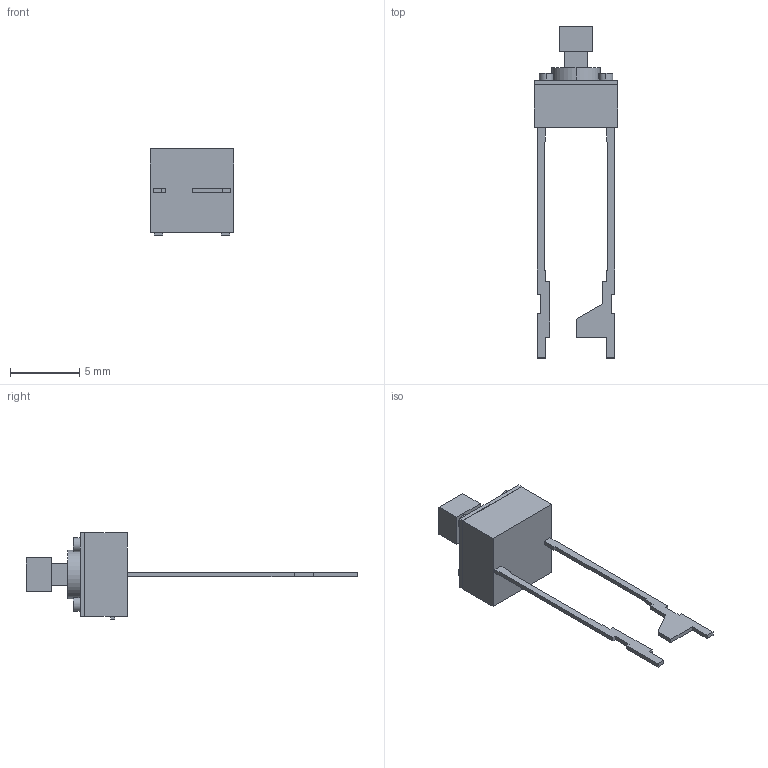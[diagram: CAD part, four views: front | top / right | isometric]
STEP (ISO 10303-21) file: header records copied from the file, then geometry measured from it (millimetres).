
FILE_DESCRIPTION (( 'STEP AP203' ), '1' );
FILE_NAME ('B3F_605[].step', '2015-05-29T09:22:05', ( 'OSMC1.0 ' ), ( ' ' ), 'SwSTEP 2.0', 'SolidWorks 2002025', '' );
FILE_SCHEMA (( 'CONFIG_CONTROL_DESIGN' ));
Length unit declared in the file: millimetre
Products named in the file (1): B3F_605[]
Bounding box: 6 x 23.9 x 6.2 mm (x, y, z)
Volume: 150.3 mm3; surface area: 287.2 mm2
Topology: 1 solids, 1 shells, 90 faces, 222 edges, 148 vertices
Faces by surface type: plane 78, cylinder 12
Entity records: 2707 total; most frequent: CARTESIAN_POINT 461, ORIENTED_EDGE 444, DIRECTION 428, EDGE_CURVE 222, LINE 198, VECTOR 198, VERTEX_POINT 148, AXIS2_PLACEMENT_3D 115
